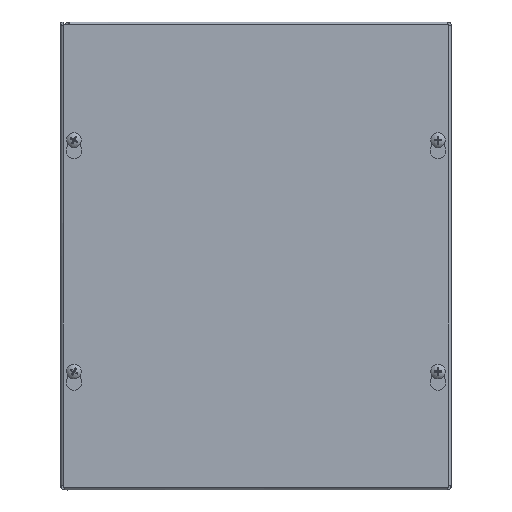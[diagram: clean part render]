
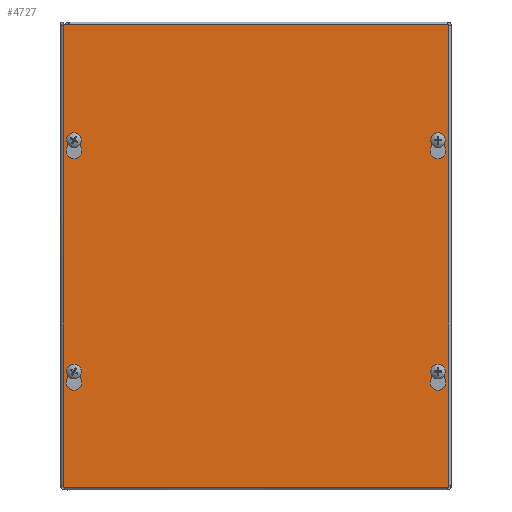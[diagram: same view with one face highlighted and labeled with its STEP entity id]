
A CAD part, top view. The second image highlights one B-rep face of the part: STEP entity #4727.
In plain terms, the highlighted planar face has unit normal (0, 0, 1).
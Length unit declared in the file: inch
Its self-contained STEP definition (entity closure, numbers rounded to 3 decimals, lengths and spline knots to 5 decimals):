
#513=LINE($,#8592,#864);
#517=LINE($,#8602,#868);
#520=LINE($,#8610,#871);
#524=LINE($,#8622,#875);
#529=LINE($,#8640,#880);
#533=LINE($,#8650,#884);
#536=LINE($,#8658,#887);
#540=LINE($,#8670,#891);
#542=LINE($,#8678,#893);
#546=LINE($,#8686,#897);
#549=LINE($,#8692,#900);
#552=LINE($,#8697,#903);
#864=VECTOR($,#6053,0.26996);
#868=VECTOR($,#6065,0.26996);
#871=VECTOR($,#6070,0.26996);
#875=VECTOR($,#6082,0.26996);
#880=VECTOR($,#6101,0.26996);
#884=VECTOR($,#6113,0.26996);
#887=VECTOR($,#6118,0.26996);
#891=VECTOR($,#6130,0.26996);
#893=VECTOR($,#6140,12.);
#897=VECTOR($,#6146,10.);
#900=VECTOR($,#6151,12.);
#903=VECTOR($,#6156,10.);
#1012=PLANE($,#5096);
#1199=FACE_BOUND($,#1803,.T.);
#1200=FACE_BOUND($,#1804,.T.);
#1201=FACE_BOUND($,#1805,.T.);
#1202=FACE_BOUND($,#1806,.T.);
#1203=FACE_BOUND($,#1807,.T.);
#1803=EDGE_LOOP($,(#4023,#4024,#4025,#4026));
#1804=EDGE_LOOP($,(#4027,#4028,#4029,#4030));
#1805=EDGE_LOOP($,(#4031,#4032,#4033,#4034));
#1806=EDGE_LOOP($,(#4035,#4036,#4037,#4038));
#1807=EDGE_LOOP($,(#4039,#4040,#4041,#4042));
#1946=CIRCLE($,#5062,0.203);
#1948=CIRCLE($,#5066,0.125);
#1950=CIRCLE($,#5071,0.125);
#1952=CIRCLE($,#5075,0.203);
#1954=CIRCLE($,#5078,0.203);
#1956=CIRCLE($,#5082,0.125);
#1958=CIRCLE($,#5087,0.125);
#1960=CIRCLE($,#5091,0.203);
#2304=VERTEX_POINT($,#8583);
#2305=VERTEX_POINT($,#8585);
#2307=VERTEX_POINT($,#8591);
#2309=VERTEX_POINT($,#8597);
#2312=VERTEX_POINT($,#8607);
#2313=VERTEX_POINT($,#8609);
#2315=VERTEX_POINT($,#8615);
#2317=VERTEX_POINT($,#8621);
#2320=VERTEX_POINT($,#8631);
#2321=VERTEX_POINT($,#8633);
#2323=VERTEX_POINT($,#8639);
#2325=VERTEX_POINT($,#8645);
#2328=VERTEX_POINT($,#8655);
#2329=VERTEX_POINT($,#8657);
#2331=VERTEX_POINT($,#8663);
#2333=VERTEX_POINT($,#8669);
#2334=VERTEX_POINT($,#8676);
#2335=VERTEX_POINT($,#8677);
#2338=VERTEX_POINT($,#8685);
#2340=VERTEX_POINT($,#8691);
#2866=EDGE_CURVE($,#2305,#2304,#1946,.T.);
#2869=EDGE_CURVE($,#2307,#2305,#513,.T.);
#2872=EDGE_CURVE($,#2309,#2307,#1948,.T.);
#2875=EDGE_CURVE($,#2304,#2309,#517,.T.);
#2878=EDGE_CURVE($,#2313,#2312,#520,.T.);
#2881=EDGE_CURVE($,#2315,#2313,#1950,.T.);
#2884=EDGE_CURVE($,#2317,#2315,#524,.T.);
#2887=EDGE_CURVE($,#2312,#2317,#1952,.T.);
#2890=EDGE_CURVE($,#2321,#2320,#1954,.T.);
#2893=EDGE_CURVE($,#2323,#2321,#529,.T.);
#2896=EDGE_CURVE($,#2325,#2323,#1956,.T.);
#2899=EDGE_CURVE($,#2320,#2325,#533,.T.);
#2902=EDGE_CURVE($,#2329,#2328,#536,.T.);
#2905=EDGE_CURVE($,#2331,#2329,#1958,.T.);
#2908=EDGE_CURVE($,#2333,#2331,#540,.T.);
#2911=EDGE_CURVE($,#2328,#2333,#1960,.T.);
#2912=EDGE_CURVE($,#2334,#2335,#542,.T.);
#2916=EDGE_CURVE($,#2335,#2338,#546,.T.);
#2919=EDGE_CURVE($,#2338,#2340,#549,.T.);
#2922=EDGE_CURVE($,#2340,#2334,#552,.T.);
#4023=ORIENTED_EDGE($,*,*,#2866,.T.);
#4024=ORIENTED_EDGE($,*,*,#2875,.T.);
#4025=ORIENTED_EDGE($,*,*,#2872,.T.);
#4026=ORIENTED_EDGE($,*,*,#2869,.T.);
#4027=ORIENTED_EDGE($,*,*,#2878,.T.);
#4028=ORIENTED_EDGE($,*,*,#2887,.T.);
#4029=ORIENTED_EDGE($,*,*,#2884,.T.);
#4030=ORIENTED_EDGE($,*,*,#2881,.T.);
#4031=ORIENTED_EDGE($,*,*,#2890,.T.);
#4032=ORIENTED_EDGE($,*,*,#2899,.T.);
#4033=ORIENTED_EDGE($,*,*,#2896,.T.);
#4034=ORIENTED_EDGE($,*,*,#2893,.T.);
#4035=ORIENTED_EDGE($,*,*,#2902,.T.);
#4036=ORIENTED_EDGE($,*,*,#2911,.T.);
#4037=ORIENTED_EDGE($,*,*,#2908,.T.);
#4038=ORIENTED_EDGE($,*,*,#2905,.T.);
#4039=ORIENTED_EDGE($,*,*,#2912,.F.);
#4040=ORIENTED_EDGE($,*,*,#2922,.F.);
#4041=ORIENTED_EDGE($,*,*,#2919,.F.);
#4042=ORIENTED_EDGE($,*,*,#2916,.F.);
#4727=ADVANCED_FACE($,(#1199,#1200,#1201,#1202,#1203),#1012,.T.);
#5062=AXIS2_PLACEMENT_3D($,#8586,#6047,#6048);
#5066=AXIS2_PLACEMENT_3D($,#8598,#6059,#6060);
#5071=AXIS2_PLACEMENT_3D($,#8616,#6076,#6077);
#5075=AXIS2_PLACEMENT_3D($,#8626,#6088,#6089);
#5078=AXIS2_PLACEMENT_3D($,#8634,#6095,#6096);
#5082=AXIS2_PLACEMENT_3D($,#8646,#6107,#6108);
#5087=AXIS2_PLACEMENT_3D($,#8664,#6124,#6125);
#5091=AXIS2_PLACEMENT_3D($,#8674,#6136,#6137);
#5096=AXIS2_PLACEMENT_3D($,#8699,#6158,#6159);
#6047=DIRECTION('center_axis',(0.,0.,-1.));
#6048=DIRECTION('ref_axis',(-0.961,0.278,0.));
#6053=DIRECTION($,(0.278,-0.961,0.));
#6059=DIRECTION('center_axis',(0.,0.,-1.));
#6060=DIRECTION('ref_axis',(0.961,0.278,0.));
#6065=DIRECTION($,(0.278,0.961,0.));
#6070=DIRECTION($,(0.278,-0.961,0.));
#6076=DIRECTION('center_axis',(0.,0.,-1.));
#6077=DIRECTION('ref_axis',(0.961,0.278,0.));
#6082=DIRECTION($,(0.278,0.961,0.));
#6088=DIRECTION('center_axis',(0.,0.,-1.));
#6089=DIRECTION('ref_axis',(-0.961,0.278,0.));
#6095=DIRECTION('center_axis',(0.,0.,-1.));
#6096=DIRECTION('ref_axis',(-0.961,0.278,0.));
#6101=DIRECTION($,(0.278,-0.961,0.));
#6107=DIRECTION('center_axis',(0.,0.,-1.));
#6108=DIRECTION('ref_axis',(0.961,0.278,0.));
#6113=DIRECTION($,(0.278,0.961,0.));
#6118=DIRECTION($,(0.278,-0.961,0.));
#6124=DIRECTION('center_axis',(0.,0.,-1.));
#6125=DIRECTION('ref_axis',(0.961,0.278,0.));
#6130=DIRECTION($,(0.278,0.961,0.));
#6136=DIRECTION('center_axis',(0.,0.,-1.));
#6137=DIRECTION('ref_axis',(-0.961,0.278,0.));
#6140=DIRECTION($,(0.,-1.,0.));
#6146=DIRECTION($,(-1.,0.,0.));
#6151=DIRECTION($,(0.,1.,0.));
#6156=DIRECTION($,(1.,0.,0.));
#6158=DIRECTION('center_axis',(0.,0.,1.));
#6159=DIRECTION('ref_axis',(1.,0.,0.));
#8583=CARTESIAN_POINT('',(4.52373,-3.22465,0.062));
#8585=CARTESIAN_POINT('',(4.91377,-3.22465,0.062));
#8586=CARTESIAN_POINT('Origin',(4.71875,-3.281,0.062));
#8591=CARTESIAN_POINT('',(4.83884,-2.9653,0.062));
#8592=CARTESIAN_POINT($,(4.29451,-1.08137,0.062));
#8597=CARTESIAN_POINT('',(4.59866,-2.9653,0.062));
#8598=CARTESIAN_POINT('Origin',(4.71875,-3.,0.062));
#8602=CARTESIAN_POINT($,(4.81688,-2.21006,0.062));
#8607=CARTESIAN_POINT('',(-4.52373,-3.22465,0.062));
#8609=CARTESIAN_POINT('',(-4.59866,-2.9653,0.062));
#8610=CARTESIAN_POINT($,(-4.77941,-2.33973,0.062));
#8615=CARTESIAN_POINT('',(-4.83884,-2.9653,0.062));
#8616=CARTESIAN_POINT('Origin',(-4.71875,-3.,0.062));
#8621=CARTESIAN_POINT('',(-4.91377,-3.22465,0.062));
#8622=CARTESIAN_POINT($,(-4.25704,-0.9517,0.062));
#8626=CARTESIAN_POINT('Origin',(-4.71875,-3.281,0.062));
#8631=CARTESIAN_POINT('',(4.52373,2.77535,0.062));
#8633=CARTESIAN_POINT('',(4.91377,2.77535,0.062));
#8634=CARTESIAN_POINT('Origin',(4.71875,2.719,0.062));
#8639=CARTESIAN_POINT('',(4.83884,3.0347,0.062));
#8640=CARTESIAN_POINT($,(5.09452,2.14978,0.062));
#8645=CARTESIAN_POINT('',(4.59866,3.0347,0.062));
#8646=CARTESIAN_POINT('Origin',(4.71875,3.,0.062));
#8650=CARTESIAN_POINT($,(4.01686,1.02109,0.062));
#8655=CARTESIAN_POINT('',(-4.52373,2.77535,0.062));
#8657=CARTESIAN_POINT('',(-4.59866,3.0347,0.062));
#8658=CARTESIAN_POINT($,(-3.9794,0.89142,0.062));
#8663=CARTESIAN_POINT('',(-4.83884,3.0347,0.062));
#8664=CARTESIAN_POINT('Origin',(-4.71875,3.,0.062));
#8669=CARTESIAN_POINT('',(-4.91377,2.77535,0.062));
#8670=CARTESIAN_POINT($,(-5.05705,2.27945,0.062));
#8674=CARTESIAN_POINT('Origin',(-4.71875,2.719,0.062));
#8676=CARTESIAN_POINT('',(5.,6.,0.062));
#8677=CARTESIAN_POINT('',(5.,-6.,0.062));
#8678=CARTESIAN_POINT($,(5.,6.,0.062));
#8685=CARTESIAN_POINT('',(-5.,-6.,0.062));
#8686=CARTESIAN_POINT($,(5.,-6.,0.062));
#8691=CARTESIAN_POINT('',(-5.,6.,0.062));
#8692=CARTESIAN_POINT($,(-5.,-6.,0.062));
#8697=CARTESIAN_POINT($,(-5.,6.,0.062));
#8699=CARTESIAN_POINT('Origin',(0.,0.,
0.062));
